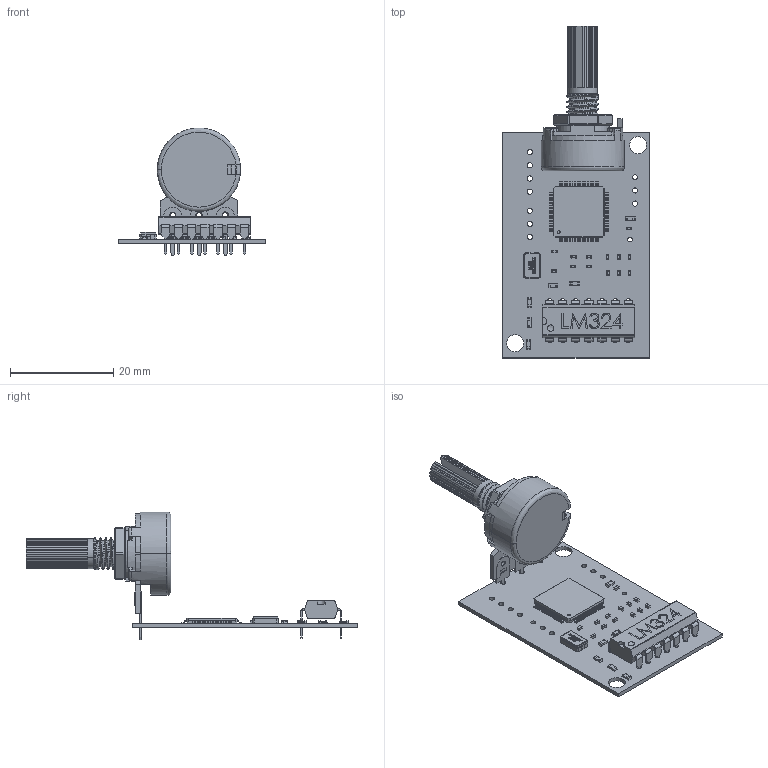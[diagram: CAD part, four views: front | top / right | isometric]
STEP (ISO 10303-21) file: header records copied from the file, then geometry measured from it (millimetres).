
FILE_DESCRIPTION(('Open CASCADE Model'),'2;1');
FILE_NAME('Open CASCADE Shape Model','2021-12-09T13:27:01',('Author'),( 'Open CASCADE'),'Open CASCADE STEP processor 6.8','Open CASCADE 6.8' ,'Unknown');
FILE_SCHEMA(('AUTOMOTIVE_DESIGN { 1 0 10303 214 1 1 1 1 }'));
Length unit declared in the file: millimetre
Products named in the file (39): PCB; Board; R7; Resistencia; R6; R5; R4; R3; Q1; lm324; R2; PotentiometerAssy; PotentiometerCasing; PotentiometerPCB; PotentiometerShaft; PotentiometerTerminal; PotentiometerThreadPlate; PotentiometerNut; Y2; Crystal_ABM3-16.000MHZ-B2-T; U1; TM4G123C; 5598369664; Extruded; R1; C13; Capacitor; C12; C11; C10; C9; C8; C7; C6; C5; C4; C3; C2; C1
Assembly tree (57 placements, depth 4):
  PCB
    Board
    R7
      Resistencia
    R6
      Resistencia
    R5
      Resistencia
    R4
      Resistencia
    R3
      Resistencia
    Q1
      lm324
    R2
      PotentiometerAssy
        PotentiometerCasing
        PotentiometerPCB
        PotentiometerShaft
        PotentiometerTerminal  x3
        PotentiometerThreadPlate
        PotentiometerNut
    Y2
      Crystal_ABM3-16.000MHZ-B2-T
    U1
      TM4G123C
      5598369664
        Extruded
    R1
      Resistencia
    C13
      Capacitor
    C12
      Capacitor
    C11
      Capacitor
    C10
      Capacitor
    C9
      Capacitor
    C8
      Capacitor
    C7
      Capacitor
    C6
      Capacitor
    C5
      Capacitor
    C4
      Capacitor
    C3
      Capacitor
    C2
      Capacitor
    C1
      Capacitor
Bounding box: 28.38 x 64.19 x 24.75 mm (x, y, z)
Volume: 2722.3 mm3; surface area: 6725.8 mm2
Topology: 96 solids, 96 shells, 3472 faces, 8760 edges, 5362 vertices
Faces by surface type: plane 1787, cylinder 988, bspline 370, sphere 307, torus 16, cone 4
Full cylindrical faces by diameter (mm): 0.9 x15, 1 x13, 3.3 x2
Entity records: 78164 total; most frequent: CARTESIAN_POINT 17778, ORIENTED_EDGE 11300, DIRECTION 10515, EDGE_CURVE 5650, LINE 4099, VECTOR 4099, VERTEX_POINT 3702, AXIS2_PLACEMENT_3D 3208
